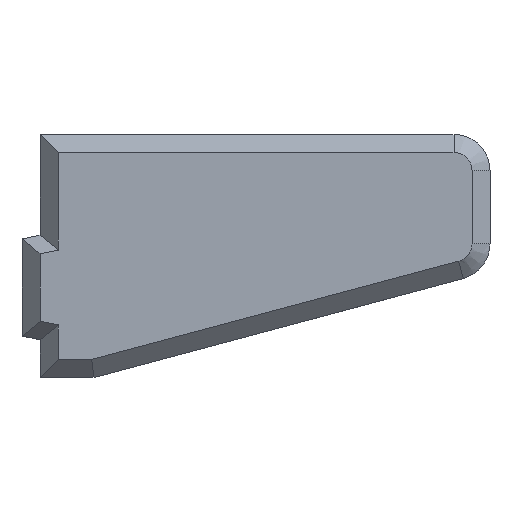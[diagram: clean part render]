
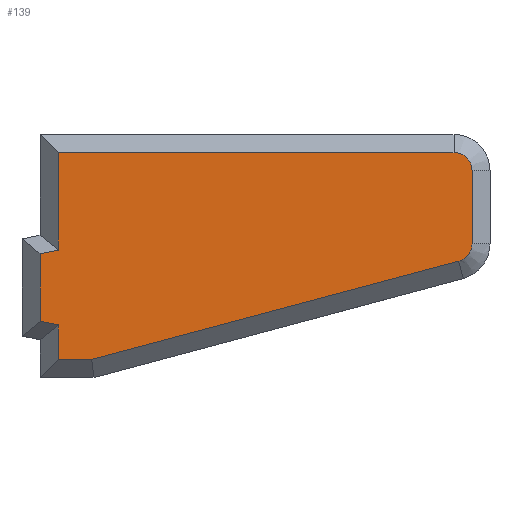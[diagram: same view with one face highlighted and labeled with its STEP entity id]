
A CAD part, front view. The second image highlights one B-rep face of the part: STEP entity #139.
In plain terms, the highlighted planar face has unit normal (0, -1, 0).
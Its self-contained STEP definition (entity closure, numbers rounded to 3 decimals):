
#139=ADVANCED_FACE('',(#304),#245,.F.);
#245=PLANE('',#1813);
#304=FACE_OUTER_BOUND('',#404,.T.);
#404=EDGE_LOOP('',(#626,#627,#628,#629,#630,#631,#632,#633,#634,#635,#636));
#516=CIRCLE('',#1811,1.);
#517=CIRCLE('',#1812,1.);
#626=ORIENTED_EDGE('',*,*,#1265,.T.);
#627=ORIENTED_EDGE('',*,*,#1266,.T.);
#628=ORIENTED_EDGE('',*,*,#1267,.T.);
#629=ORIENTED_EDGE('',*,*,#1268,.T.);
#630=ORIENTED_EDGE('',*,*,#1269,.T.);
#631=ORIENTED_EDGE('',*,*,#1270,.T.);
#632=ORIENTED_EDGE('',*,*,#1271,.T.);
#633=ORIENTED_EDGE('',*,*,#1272,.T.);
#634=ORIENTED_EDGE('',*,*,#1273,.T.);
#635=ORIENTED_EDGE('',*,*,#1274,.T.);
#636=ORIENTED_EDGE('',*,*,#1275,.T.);
#1112=VERTEX_POINT('',#2594);
#1113=VERTEX_POINT('',#2595);
#1114=VERTEX_POINT('',#2597);
#1115=VERTEX_POINT('',#2599);
#1116=VERTEX_POINT('',#2601);
#1117=VERTEX_POINT('',#2603);
#1118=VERTEX_POINT('',#2605);
#1119=VERTEX_POINT('',#2607);
#1120=VERTEX_POINT('',#2609);
#1121=VERTEX_POINT('',#2611);
#1122=VERTEX_POINT('',#2613);
#1265=EDGE_CURVE('',#1112,#1113,#1503,.T.);
#1266=EDGE_CURVE('',#1113,#1114,#1504,.T.);
#1267=EDGE_CURVE('',#1114,#1115,#1505,.T.);
#1268=EDGE_CURVE('',#1115,#1116,#516,.T.);
#1269=EDGE_CURVE('',#1116,#1117,#1506,.T.);
#1270=EDGE_CURVE('',#1117,#1118,#517,.T.);
#1271=EDGE_CURVE('',#1118,#1119,#1507,.T.);
#1272=EDGE_CURVE('',#1119,#1120,#1508,.T.);
#1273=EDGE_CURVE('',#1120,#1121,#1509,.T.);
#1274=EDGE_CURVE('',#1121,#1122,#1510,.T.);
#1275=EDGE_CURVE('',#1122,#1112,#1511,.T.);
#1503=LINE('',#2593,#1665);
#1504=LINE('',#2596,#1666);
#1505=LINE('',#2598,#1667);
#1506=LINE('',#2602,#1668);
#1507=LINE('',#2606,#1669);
#1508=LINE('',#2608,#1670);
#1509=LINE('',#2610,#1671);
#1510=LINE('',#2612,#1672);
#1511=LINE('',#2614,#1673);
#1665=VECTOR('',#2038,1.);
#1666=VECTOR('',#2039,1.);
#1667=VECTOR('',#2040,1.);
#1668=VECTOR('',#2043,1.);
#1669=VECTOR('',#2046,1.);
#1670=VECTOR('',#2047,1.);
#1671=VECTOR('',#2048,1.);
#1672=VECTOR('',#2049,1.);
#1673=VECTOR('',#2050,1.);
#1811=AXIS2_PLACEMENT_3D('',#2600,#2041,#2042);
#1812=AXIS2_PLACEMENT_3D('',#2604,#2044,#2045);
#1813=AXIS2_PLACEMENT_3D('',#2615,#2051,#2052);
#2038=DIRECTION('',(0.,0.,-1.));
#2039=DIRECTION('',(1.,0.,0.));
#2040=DIRECTION('',(0.966,0.,0.259));
#2041=DIRECTION('',(0.,-1.,0.));
#2042=DIRECTION('',(0.,0.,1.));
#2043=DIRECTION('',(0.,0.,1.));
#2044=DIRECTION('',(0.,-1.,0.));
#2045=DIRECTION('',(0.,0.,1.));
#2046=DIRECTION('',(-1.,0.,0.));
#2047=DIRECTION('',(0.,0.,-1.));
#2048=DIRECTION('',(-0.981,0.,-0.196));
#2049=DIRECTION('',(0.,0.,-1.));
#2050=DIRECTION('',(0.981,0.,-0.196));
#2051=DIRECTION('',(0.,1.,0.));
#2052=DIRECTION('',(0.,0.,1.));
#2593=CARTESIAN_POINT('',(1.,-8.,-15.));
#2594=CARTESIAN_POINT('',(1.,-8.,-12.08));
#2595=CARTESIAN_POINT('',(1.,-8.,-14.));
#2596=CARTESIAN_POINT('',(3.,-8.,-14.));
#2597=CARTESIAN_POINT('',(2.868,-8.,-14.));
#2598=CARTESIAN_POINT('',(23.259,-8.,-8.536));
#2599=CARTESIAN_POINT('',(23.259,-8.,-8.536));
#2600=CARTESIAN_POINT('',(23.,-8.,-7.57));
#2601=CARTESIAN_POINT('',(24.,-8.,-7.57));
#2602=CARTESIAN_POINT('',(24.,-8.,-3.5));
#2603=CARTESIAN_POINT('',(24.,-8.,-3.5));
#2604=CARTESIAN_POINT('',(23.,-8.,-3.5));
#2605=CARTESIAN_POINT('',(23.,-8.,-2.5));
#2606=CARTESIAN_POINT('',(0.,-8.,-2.5));
#2607=CARTESIAN_POINT('',(1.,-8.,-2.5));
#2608=CARTESIAN_POINT('',(1.,-8.,-7.1));
#2609=CARTESIAN_POINT('',(1.,-8.,-7.92));
#2610=CARTESIAN_POINT('',(-0.804,-8.,-8.281));
#2611=CARTESIAN_POINT('',(0.,-8.,-8.12));
#2612=CARTESIAN_POINT('',(0.,-8.,0.));
#2613=CARTESIAN_POINT('',(0.,-8.,-11.88));
#2614=CARTESIAN_POINT('',(0.196,-8.,-11.919));
#2615=CARTESIAN_POINT('',(0.,-8.,0.));
